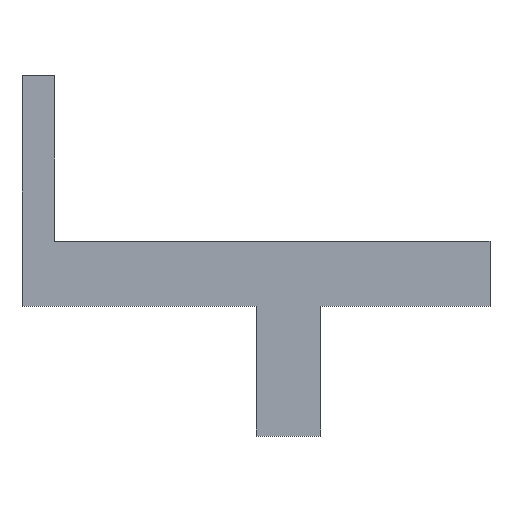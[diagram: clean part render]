
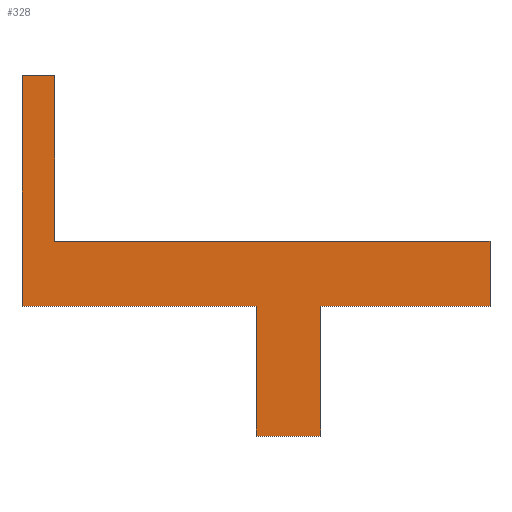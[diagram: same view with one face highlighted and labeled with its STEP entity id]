
A CAD part, front view. The second image highlights one B-rep face of the part: STEP entity #328.
In plain terms, the highlighted planar face has unit normal (0, -1, 0).
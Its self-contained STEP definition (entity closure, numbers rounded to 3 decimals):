
#22 = VERTEX_POINT('',#23);
#23 = CARTESIAN_POINT('',(10.,0.,0.));
#31 = EDGE_CURVE('',#22,#32,#34,.T.);
#32 = VERTEX_POINT('',#33);
#33 = CARTESIAN_POINT('',(10.,0.,20.));
#34 = LINE('',#35,#36);
#35 = CARTESIAN_POINT('',(10.,0.,0.));
#36 = VECTOR('',#37,1.);
#37 = DIRECTION('',(0.,0.,1.));
#61 = EDGE_CURVE('',#62,#22,#64,.T.);
#62 = VERTEX_POINT('',#63);
#63 = CARTESIAN_POINT('',(0.,0.,0.));
#64 = LINE('',#65,#66);
#65 = CARTESIAN_POINT('',(0.,0.,0.));
#66 = VECTOR('',#67,1.);
#67 = DIRECTION('',(1.,0.,0.));
#92 = EDGE_CURVE('',#32,#93,#95,.T.);
#93 = VERTEX_POINT('',#94);
#94 = CARTESIAN_POINT('',(36.,0.,20.));
#95 = LINE('',#96,#97);
#96 = CARTESIAN_POINT('',(10.,0.,20.));
#97 = VECTOR('',#98,1.);
#98 = DIRECTION('',(1.,0.,0.));
#133 = VERTEX_POINT('',#134);
#134 = CARTESIAN_POINT('',(0.,0.,20.));
#140 = EDGE_CURVE('',#62,#133,#141,.T.);
#141 = LINE('',#142,#143);
#142 = CARTESIAN_POINT('',(0.,0.,0.));
#143 = VECTOR('',#144,1.);
#144 = DIRECTION('',(0.,0.,1.));
#163 = VERTEX_POINT('',#164);
#164 = CARTESIAN_POINT('',(-36.,0.,20.));
#170 = EDGE_CURVE('',#133,#163,#171,.T.);
#171 = LINE('',#172,#173);
#172 = CARTESIAN_POINT('',(0.,0.,20.));
#173 = VECTOR('',#174,1.);
#174 = DIRECTION('',(-1.,0.,0.));
#195 = VERTEX_POINT('',#196);
#196 = CARTESIAN_POINT('',(36.,0.,30.));
#202 = EDGE_CURVE('',#195,#93,#203,.T.);
#203 = LINE('',#204,#205);
#204 = CARTESIAN_POINT('',(36.,0.,30.));
#205 = VECTOR('',#206,1.);
#206 = DIRECTION('',(0.,0.,-1.));
#217 = VERTEX_POINT('',#218);
#218 = CARTESIAN_POINT('',(-31.,0.,30.));
#226 = EDGE_CURVE('',#217,#195,#227,.T.);
#227 = LINE('',#228,#229);
#228 = CARTESIAN_POINT('',(10.,0.,30.));
#229 = VECTOR('',#230,1.);
#230 = DIRECTION('',(1.,0.,0.));
#247 = EDGE_CURVE('',#217,#248,#250,.T.);
#248 = VERTEX_POINT('',#249);
#249 = CARTESIAN_POINT('',(-31.,0.,55.4));
#250 = LINE('',#251,#252);
#251 = CARTESIAN_POINT('',(-31.,0.,30.));
#252 = VECTOR('',#253,1.);
#253 = DIRECTION('',(0.,0.,1.));
#278 = EDGE_CURVE('',#279,#248,#281,.T.);
#279 = VERTEX_POINT('',#280);
#280 = CARTESIAN_POINT('',(-36.,0.,55.4));
#281 = LINE('',#282,#283);
#282 = CARTESIAN_POINT('',(-36.,0.,55.4));
#283 = VECTOR('',#284,1.);
#284 = DIRECTION('',(1.,0.,0.));
#328 = ADVANCED_FACE('',(#329),#346,.T.);
#329 = FACE_BOUND('',#330,.T.);
#330 = EDGE_LOOP('',(#331,#332,#333,#334,#335,#336,#337,#338,#339,#345)
  );
#331 = ORIENTED_EDGE('',*,*,#140,.F.);
#332 = ORIENTED_EDGE('',*,*,#61,.T.);
#333 = ORIENTED_EDGE('',*,*,#31,.T.);
#334 = ORIENTED_EDGE('',*,*,#92,.T.);
#335 = ORIENTED_EDGE('',*,*,#202,.F.);
#336 = ORIENTED_EDGE('',*,*,#226,.F.);
#337 = ORIENTED_EDGE('',*,*,#247,.T.);
#338 = ORIENTED_EDGE('',*,*,#278,.F.);
#339 = ORIENTED_EDGE('',*,*,#340,.F.);
#340 = EDGE_CURVE('',#163,#279,#341,.T.);
#341 = LINE('',#342,#343);
#342 = CARTESIAN_POINT('',(-36.,0.,30.));
#343 = VECTOR('',#344,1.);
#344 = DIRECTION('',(0.,0.,1.));
#345 = ORIENTED_EDGE('',*,*,#170,.F.);
#346 = PLANE('',#347);
#347 = AXIS2_PLACEMENT_3D('',#348,#349,#350);
#348 = CARTESIAN_POINT('',(-5.894,0.,25.888));
#349 = DIRECTION('',(-0.,-1.,-0.));
#350 = DIRECTION('',(0.,0.,-1.));
